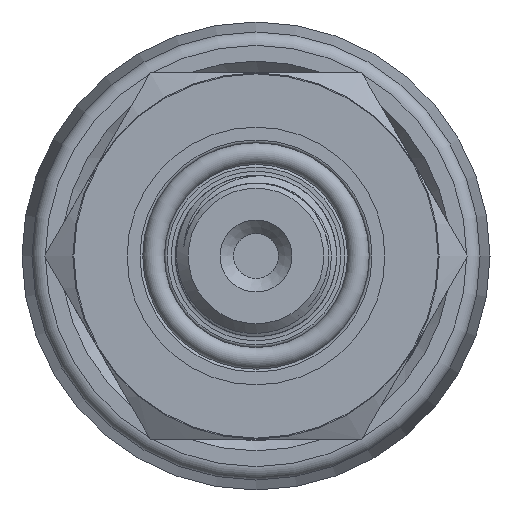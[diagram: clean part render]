
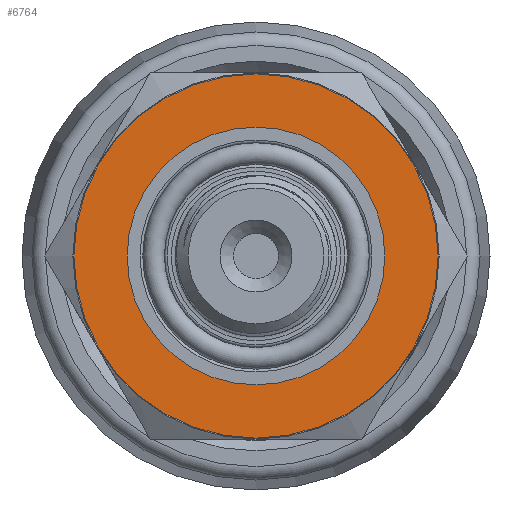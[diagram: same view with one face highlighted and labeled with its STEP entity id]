
A CAD part, left-side view. The second image highlights one B-rep face of the part: STEP entity #6764.
In plain terms, the highlighted planar face has unit normal (-1, 0, 0).
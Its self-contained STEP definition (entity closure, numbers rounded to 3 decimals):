
#114=PLANE('',#7094);
#389=FACE_BOUND('',#1140,.T.);
#740=FACE_OUTER_BOUND('',#1139,.T.);
#1139=EDGE_LOOP('',(#6032));
#1140=EDGE_LOOP('',(#6033));
#1321=CIRCLE('',#7095,13.425);
#1322=CIRCLE('',#7096,9.5);
#3186=VERTEX_POINT('',#25782);
#3187=VERTEX_POINT('',#25784);
#4170=EDGE_CURVE('',#3186,#3186,#1321,.T.);
#4171=EDGE_CURVE('',#3187,#3187,#1322,.T.);
#6032=ORIENTED_EDGE('',*,*,#4170,.F.);
#6033=ORIENTED_EDGE('',*,*,#4171,.T.);
#6764=ADVANCED_FACE('',(#740,#389),#114,.F.);
#7094=AXIS2_PLACEMENT_3D('',#25781,#8023,#8024);
#7095=AXIS2_PLACEMENT_3D('',#25783,#8025,#8026);
#7096=AXIS2_PLACEMENT_3D('',#25785,#8027,#8028);
#8023=DIRECTION('center_axis',(1.,0.,0.));
#8024=DIRECTION('ref_axis',(0.,0.,-1.));
#8025=DIRECTION('center_axis',(1.,0.,0.));
#8026=DIRECTION('ref_axis',(0.,1.,0.));
#8027=DIRECTION('center_axis',(1.,0.,0.));
#8028=DIRECTION('ref_axis',(0.,0.,-1.));
#25781=CARTESIAN_POINT('Origin',(-48.,9.5,0.));
#25782=CARTESIAN_POINT('',(-48.,-13.425,0.));
#25783=CARTESIAN_POINT('Origin',(-48.,0.,0.));
#25784=CARTESIAN_POINT('',(-48.,-9.5,0.));
#25785=CARTESIAN_POINT('Origin',(-48.,0.,0.));
